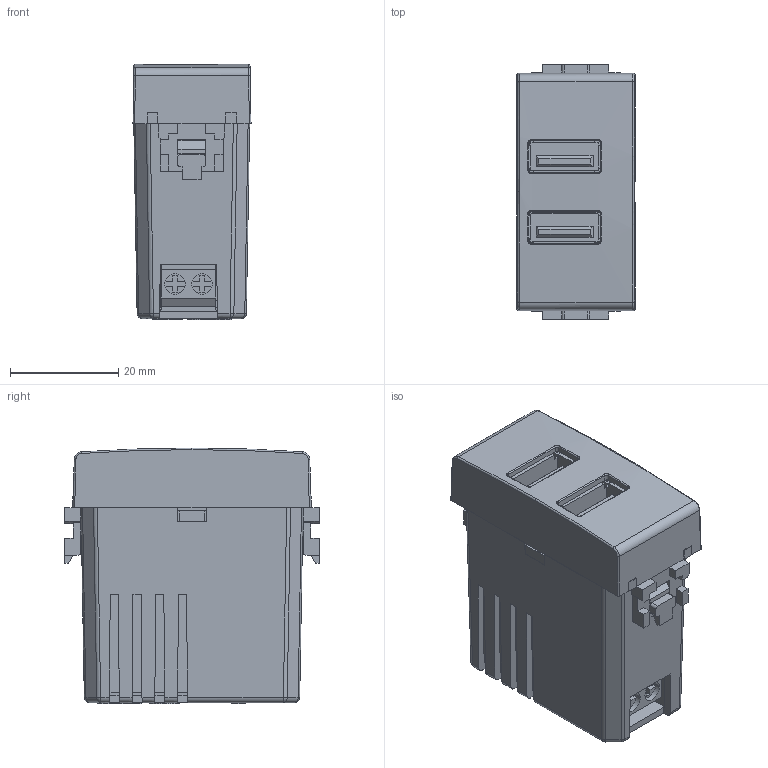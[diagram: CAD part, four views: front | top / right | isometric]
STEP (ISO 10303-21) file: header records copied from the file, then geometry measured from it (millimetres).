
FILE_DESCRIPTION (( 'STEP AP214' ), '1' );
FILE_NAME ('4BOX-USB-2A-2.4A-LIGHT.STEP', '2024-08-23T00:22:18', ( '' ), ( '' ), 'SwSTEP 2.0', 'SolidWorks 2016', '' );
FILE_SCHEMA (( 'AUTOMOTIVE_DESIGN' ));
Length unit declared in the file: millimetre
Products named in the file (7): 4BOX-USB耀輸菁釱-LIVING-20190820; 詢淏謗弇諉盄翐-1108; 4BOX-USB-2A-2.4A-LIGHT; 4BOX-USB耀輸盓殤-20190822載陔; PCB-USB-黃蕾耀輸邧USB; PCB-USB菁釱-旳啣; 4BOX+Double USB-LIGHT奻裔-20171221
Assembly tree (6 placements, depth 2):
  4BOX-USB-2A-2.4A-LIGHT
    PCB-USB-黃蕾耀輸邧USB
    PCB-USB菁釱-旳啣
    詢淏謗弇諉盄翐-1108
    4BOX-USB耀輸盓殤-20190822載陔
    4BOX-USB耀輸菁釱-LIVING-20190820
    4BOX+Double USB-LIGHT奻裔-20171221
Bounding box: 21.8 x 47 x 47.25 mm (x, y, z)
Volume: 20770.2 mm3; surface area: 24553.4 mm2
Topology: 6 solids, 6 shells, 900 faces, 2520 edges, 1644 vertices
Faces by surface type: plane 681, cylinder 129, bspline 62, cone 12, torus 8, sphere 8
Entity records: 30049 total; most frequent: CARTESIAN_POINT 6990, ORIENTED_EDGE 5036, DIRECTION 4257, EDGE_CURVE 2518, VECTOR 2061, LINE 2061, VERTEX_POINT 1644, AXIS2_PLACEMENT_3D 1098
